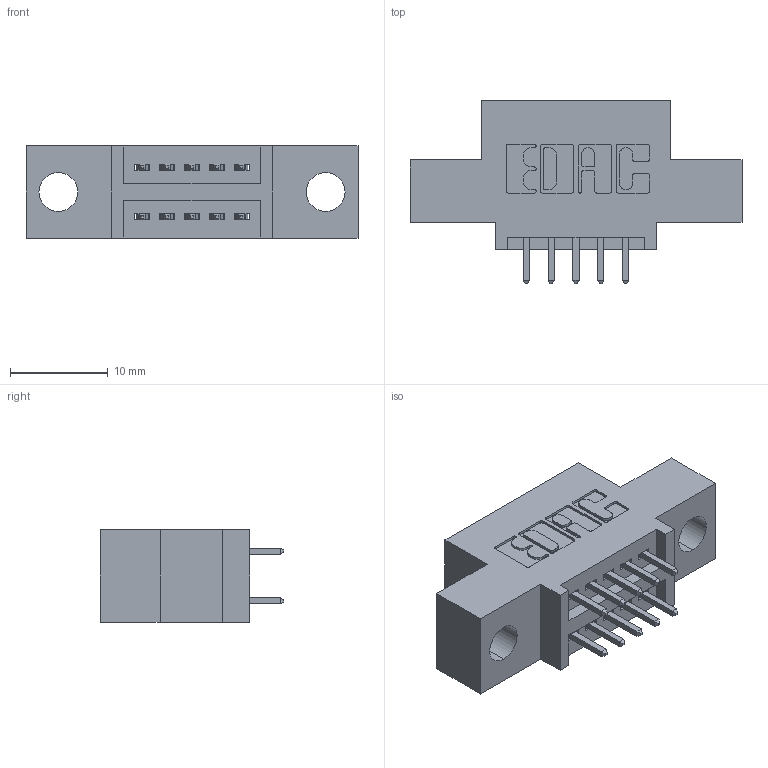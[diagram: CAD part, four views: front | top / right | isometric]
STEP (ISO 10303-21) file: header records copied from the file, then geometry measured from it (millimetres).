
FILE_DESCRIPTION (( 'STEP AP203' ), '1' );
FILE_NAME ('395-010-521-504.STEP', '2021-06-14T17:18:25', ( '' ), ( '' ), 'SwSTEP 2.0', 'SolidWorks 2020', '' );
FILE_SCHEMA (( 'CONFIG_CONTROL_DESIGN' ));
Length unit declared in the file: inch
Products named in the file (3): 395-010-521-504; 345 Part_0.110 Offset - 0.156 Dia-TI; 345-292-001_345-293-121
Assembly tree (11 placements, depth 2):
  395-010-521-504
    345 Part_0.110 Offset - 0.156 Dia-TI
    345-292-001_345-293-121  x10
Bounding box: 33.91 x 18.72 x 9.4 mm (x, y, z)
Volume: 2767.1 mm3; surface area: 3291.5 mm2
Topology: 11 solids, 11 shells, 644 faces, 1879 edges, 1238 vertices
Faces by surface type: plane 428, cylinder 216
Entity records: 9473 total; most frequent: CARTESIAN_POINT 1630, ORIENTED_EDGE 1562, DIRECTION 1481, EDGE_CURVE 781, LINE 629, VECTOR 629, VERTEX_POINT 518, AXIS2_PLACEMENT_3D 426
